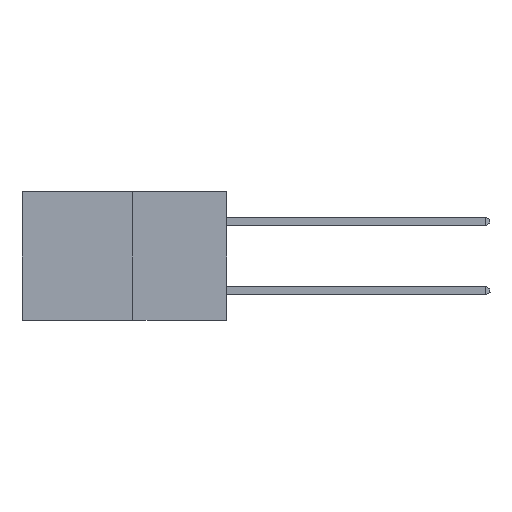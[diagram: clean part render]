
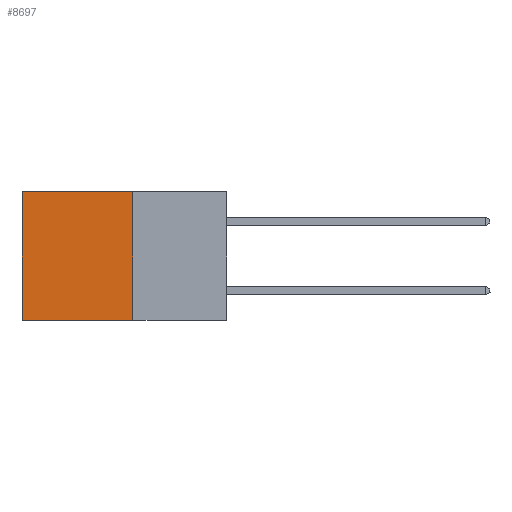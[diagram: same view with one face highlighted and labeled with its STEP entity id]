
A CAD part, left-side view. The second image highlights one B-rep face of the part: STEP entity #8697.
In plain terms, the highlighted planar face has unit normal (-1, 0, 0).
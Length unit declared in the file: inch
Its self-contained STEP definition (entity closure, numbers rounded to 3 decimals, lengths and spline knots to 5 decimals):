
#91 = VERTEX_POINT ( 'NONE', #8736 ) ;
#1555 = CARTESIAN_POINT ( 'NONE',  ( 0.277, 0.59, 0. ) ) ;
#1932 = CARTESIAN_POINT ( 'NONE',  ( 0.277, 0.27, -0.37 ) ) ;
#3227 = EDGE_CURVE ( 'NONE', #91, #13398, #10534, .T. ) ;
#3319 = VECTOR ( 'NONE', #11755, 39.37008 ) ;
#3961 = ORIENTED_EDGE ( 'NONE', *, *, #18904, .F. ) ;
#7715 = CARTESIAN_POINT ( 'NONE',  ( 0.277, 0.59, -0.37 ) ) ;
#7791 = VERTEX_POINT ( 'NONE', #7715 ) ;
#8186 = CARTESIAN_POINT ( 'NONE',  ( 0.277, 0.27, -0.37 ) ) ;
#8697 = ADVANCED_FACE ( 'NONE', ( #27656 ), #19986, .F. ) ;
#8736 = CARTESIAN_POINT ( 'NONE',  ( 0.277, 0.27, 0. ) ) ;
#10427 = EDGE_LOOP ( 'NONE', ( #21512, #3961, #29929, #20549 ) ) ;
#10534 = LINE ( 'NONE', #11414, #3319 ) ;
#10603 = DIRECTION ( 'NONE',  ( 0., 0., -1. ) ) ;
#11112 = VECTOR ( 'NONE', #11250, 39.37008 ) ;
#11250 = DIRECTION ( 'NONE',  ( 0., 1., 0. ) ) ;
#11414 = CARTESIAN_POINT ( 'NONE',  ( 0.277, 0.27, 0. ) ) ;
#11755 = DIRECTION ( 'NONE',  ( 0., 1., 0. ) ) ;
#12944 = VERTEX_POINT ( 'NONE', #14100 ) ;
#13398 = VERTEX_POINT ( 'NONE', #1555 ) ;
#13648 = CARTESIAN_POINT ( 'NONE',  ( 0.277, 0.27, -0.37 ) ) ;
#14041 = DIRECTION ( 'NONE',  ( 0., 0., -1. ) ) ;
#14100 = CARTESIAN_POINT ( 'NONE',  ( 0.277, 0.27, -0.37 ) ) ;
#17970 = LINE ( 'NONE', #30190, #30405 ) ;
#18904 = EDGE_CURVE ( 'NONE', #12944, #7791, #23634, .T. ) ;
#18979 = AXIS2_PLACEMENT_3D ( 'NONE', #8186, #24698, #10603 ) ;
#19986 = PLANE ( 'NONE',  #18979 ) ;
#20549 = ORIENTED_EDGE ( 'NONE', *, *, #3227, .T. ) ;
#21047 = VECTOR ( 'NONE', #14041, 39.37008 ) ;
#21152 = EDGE_CURVE ( 'NONE', #13398, #7791, #17970, .T. ) ;
#21512 = ORIENTED_EDGE ( 'NONE', *, *, #21152, .T. ) ;
#23634 = LINE ( 'NONE', #13648, #11112 ) ;
#24698 = DIRECTION ( 'NONE',  ( 1., 0., 0. ) ) ;
#25510 = DIRECTION ( 'NONE',  ( 0., 0., -1. ) ) ;
#27656 = FACE_OUTER_BOUND ( 'NONE', #10427, .T. ) ;
#28731 = LINE ( 'NONE', #1932, #21047 ) ;
#29919 = EDGE_CURVE ( 'NONE', #91, #12944, #28731, .T. ) ;
#29929 = ORIENTED_EDGE ( 'NONE', *, *, #29919, .F. ) ;
#30190 = CARTESIAN_POINT ( 'NONE',  ( 0.277, 0.59, -0.37 ) ) ;
#30405 = VECTOR ( 'NONE', #25510, 39.37008 ) ;
